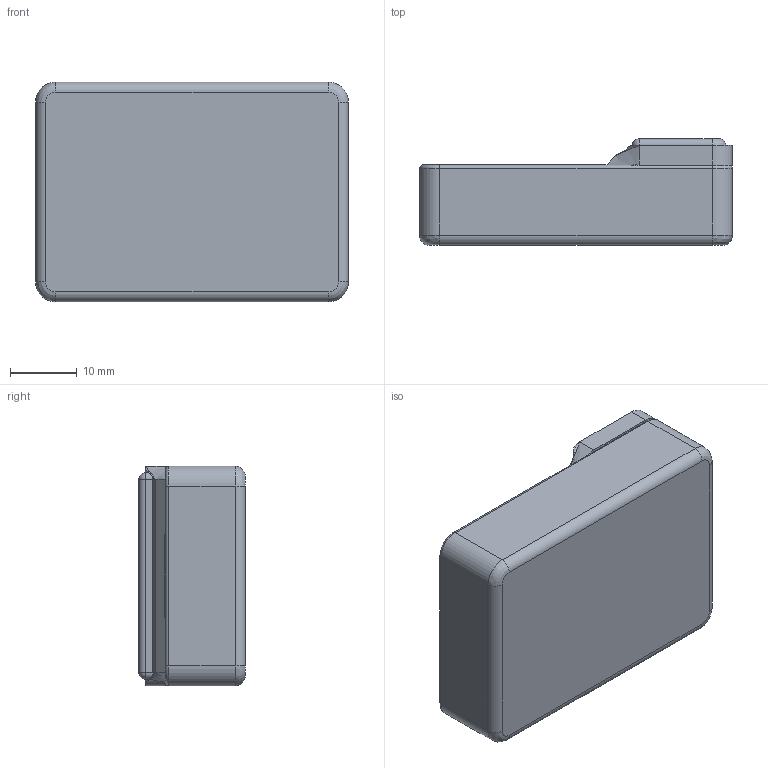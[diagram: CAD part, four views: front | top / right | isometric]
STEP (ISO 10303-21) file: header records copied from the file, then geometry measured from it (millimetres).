
FILE_DESCRIPTION(/* description */ (''),/* implementation_level */ '2;1');
FILE_NAME(/* name */ 'fs_ia10b v6.step',/* time_stamp */ '2024-03-02T03:00:57+05:30',/* author */ (''),/* organization */ (''),/* preprocessor_version */ 'ST-DEVELOPER v20',/* originating_system */ 'Autodesk Translation Framework v12.20.1.177',/* authorisation */ '');
FILE_SCHEMA (('AUTOMOTIVE_DESIGN { 1 0 10303 214 3 1 1 }'));
Length unit declared in the file: millimetre
Products named in the file (1): fs_ia10b
Bounding box: 47 x 16.01 x 33 mm (x, y, z)
Volume: 6651.1 mm3; surface area: 11754.1 mm2
Topology: 45 solids, 45 shells, 638 faces, 1567 edges, 1022 vertices
Faces by surface type: plane 389, cylinder 223, bspline 14, torus 8, sphere 4
Full cylindrical faces by diameter (mm): 2 x4
Entity records: 19121 total; most frequent: CARTESIAN_POINT 3591, DIRECTION 3268, ORIENTED_EDGE 3134, EDGE_CURVE 1567, AXIS2_PLACEMENT_3D 1090, LINE 1088, VECTOR 1088, VERTEX_POINT 1022
